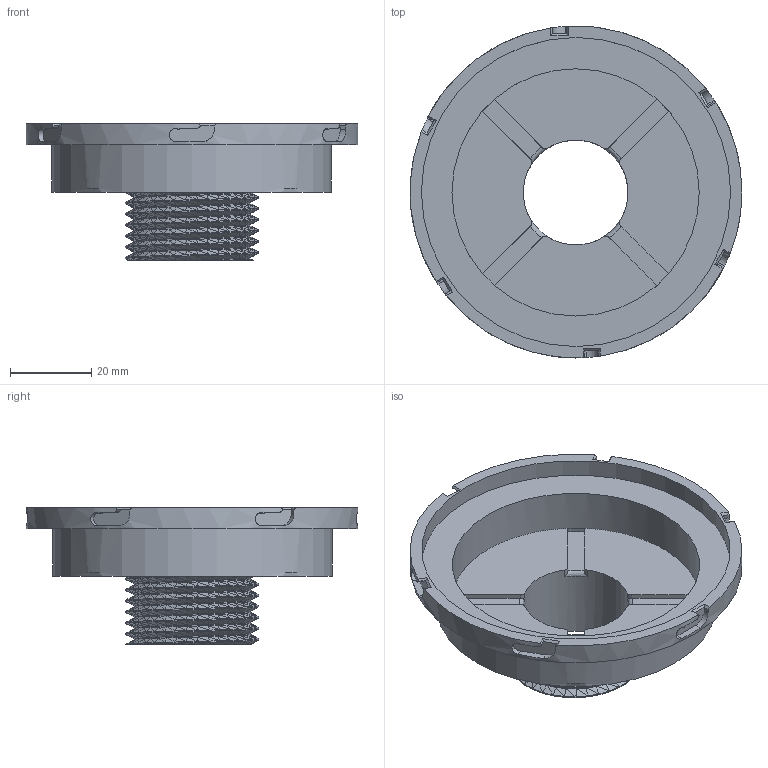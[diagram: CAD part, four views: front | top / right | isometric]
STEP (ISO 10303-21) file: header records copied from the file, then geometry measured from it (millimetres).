
FILE_DESCRIPTION(/* description */ (''),/* implementation_level */ '2;1');
FILE_NAME(/* name */ 'AQ Housing Male v2.step',/* time_stamp */ '2023-05-21T23:11:44-04:00',/* author */ (''),/* organization */ (''),/* preprocessor_version */ 'ST-DEVELOPER v19.2',/* originating_system */ 'Autodesk Translation Framework v12.4.0.73',/* authorisation */ '');
FILE_SCHEMA (('AUTOMOTIVE_DESIGN { 1 0 10303 214 3 1 1 }'));
Length unit declared in the file: millimetre
Products named in the file (1): AQ Housing 2.0
Bounding box: 81.93 x 81.93 x 33.67 mm (x, y, z)
Volume: 22165.7 mm3; surface area: 21462.1 mm2
Topology: 1 solids, 1 shells, 1543 faces, 2802 edges, 1269 vertices
Faces by surface type: plane 1494, cylinder 45, torus 4
Full cylindrical faces by diameter (mm): 25.883 x1, 61.025 x1, 69 x1, 76.297 x1, 81.931 x1
Entity records: 34992 total; most frequent: CARTESIAN_POINT 6021, DIRECTION 5970, ORIENTED_EDGE 5604, EDGE_CURVE 2802, LINE 2642, VECTOR 2642, AXIS2_PLACEMENT_3D 1664, EDGE_LOOP 1553
